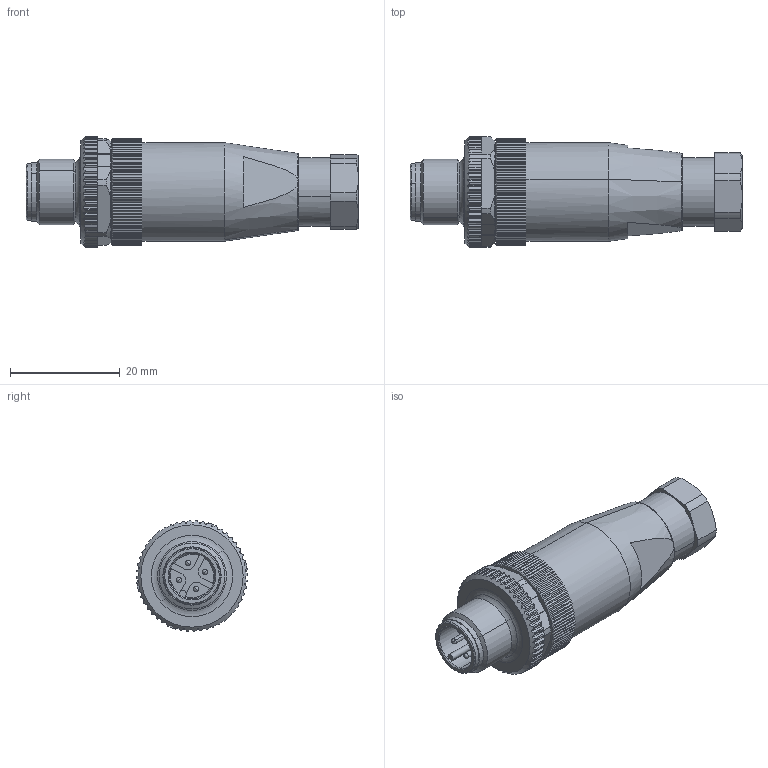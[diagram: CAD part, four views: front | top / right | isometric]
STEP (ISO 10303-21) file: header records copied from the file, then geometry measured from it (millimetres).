
FILE_DESCRIPTION((''),'2;1');
FILE_NAME('DM_CAD-0977C','2014-12-08T',('Creinig-se'),(''),'PRO/ENGINEER BY PARAMETRIC TECHNOLOGY CORPORATION, 2013050','PRO/ENGINEER BY PARAMETRIC TECHNOLOGY CORPORATION, 2013050','');
FILE_SCHEMA(('CONFIG_CONTROL_DESIGN'));
Length unit declared in the file: millimetre
Products named in the file (1): DM_CAD-0977C
Bounding box: 60.4 x 20.19 x 20.19 mm (x, y, z)
Volume: 11762.4 mm3; surface area: 4150 mm2
Topology: 1 solids, 1 shells, 642 faces, 1933 edges, 1297 vertices
Faces by surface type: plane 359, cylinder 237, cone 30, torus 8, sphere 8
Entity records: 29701 total; most frequent: CARTESIAN_POINT 6331, ORIENTED_EDGE 3850, DIRECTION 3216, PRESENTATION_STYLE_ASSIGNMENT 1975, STYLED_ITEM 1926, CURVE_STYLE 1925, EDGE_CURVE 1925, VERTEX_POINT 1297
